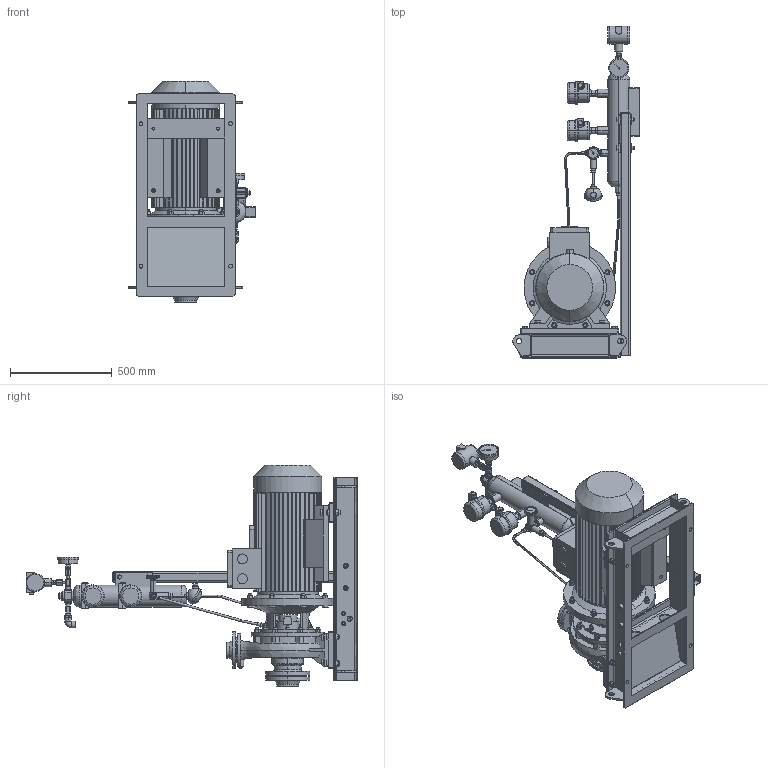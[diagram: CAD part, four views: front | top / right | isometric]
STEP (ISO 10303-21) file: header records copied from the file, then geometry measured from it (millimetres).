
FILE_DESCRIPTION (( 'STEP AP203' ), '1' );
FILE_NAME ('221-217-55Ò-ÐÑ2-19-02.step', '2023-07-26T15:19:58', ( 'adb' ), ( '' ), 'SwSTEP 2.0', 'SolidWorks 2016', '' );
FILE_SCHEMA (( 'CONFIG_CONTROL_DESIGN' ));
Products named in the file (1): 221-217-55Ò-ÐÑ2-19-02
Bounding box: 620.8 x 1630.5 x 1089 mm (x, y, z)
Volume: 90661176.1 mm3; surface area: 7016369.8 mm2
Topology: 32 solids, 58 shells, 3489 faces, 8807 edges, 5675 vertices
Faces by surface type: plane 1800, cylinder 1247, cone 328, torus 63, bspline 41, sphere 10
Entity records: 121938 total; most frequent: CARTESIAN_POINT 37280, DIRECTION 17773, ORIENTED_EDGE 17582, EDGE_CURVE 8791, AXIS2_PLACEMENT_3D 6730, VERTEX_POINT 5669, VECTOR 4313, LINE 4313
